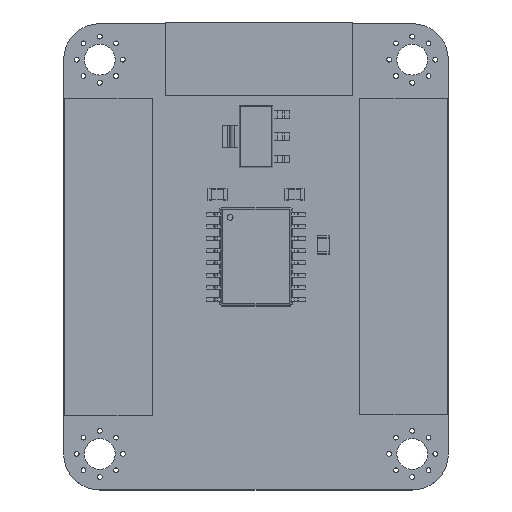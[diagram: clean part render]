
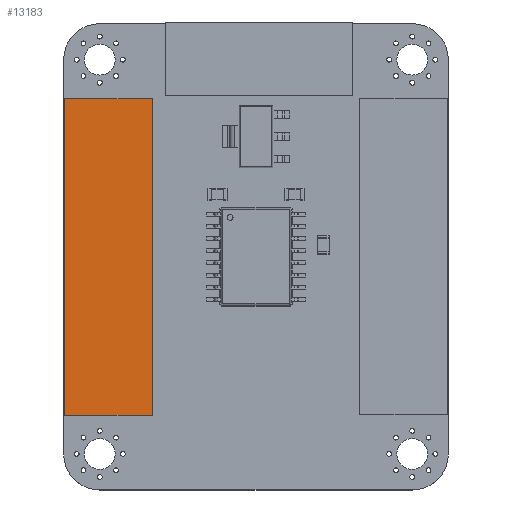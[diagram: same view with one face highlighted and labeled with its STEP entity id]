
A CAD part, top view. The second image highlights one B-rep face of the part: STEP entity #13183.
In plain terms, the highlighted face is planar.
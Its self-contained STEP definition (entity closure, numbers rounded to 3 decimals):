
#11738 = VERTEX_POINT('',#11739);
#11739 = CARTESIAN_POINT('',(16.447,6.858,4.572));
#11745 = EDGE_CURVE('',#11738,#11746,#11748,.T.);
#11746 = VERTEX_POINT('',#11747);
#11747 = CARTESIAN_POINT('',(-16.447,6.858,4.572));
#11748 = LINE('',#11749,#11750);
#11749 = CARTESIAN_POINT('',(16.447,6.858,4.572));
#11750 = VECTOR('',#11751,1.);
#11751 = DIRECTION('',(-1.,0.,0.));
#12802 = EDGE_CURVE('',#11746,#12803,#12805,.T.);
#12803 = VERTEX_POINT('',#12804);
#12804 = CARTESIAN_POINT('',(-16.447,6.858,-4.572));
#12805 = LINE('',#12806,#12807);
#12806 = CARTESIAN_POINT('',(-16.447,6.858,4.572));
#12807 = VECTOR('',#12808,1.);
#12808 = DIRECTION('',(0.,0.,-1.));
#13165 = VERTEX_POINT('',#13166);
#13166 = CARTESIAN_POINT('',(16.447,6.858,-4.572));
#13172 = EDGE_CURVE('',#11738,#13165,#13173,.T.);
#13173 = LINE('',#13174,#13175);
#13174 = CARTESIAN_POINT('',(16.447,6.858,4.572));
#13175 = VECTOR('',#13176,1.);
#13176 = DIRECTION('',(0.,0.,-1.));
#13183 = ADVANCED_FACE('',(#13184),#13195,.T.);
#13184 = FACE_BOUND('',#13185,.T.);
#13185 = EDGE_LOOP('',(#13186,#13187,#13193,#13194));
#13186 = ORIENTED_EDGE('',*,*,#13172,.T.);
#13187 = ORIENTED_EDGE('',*,*,#13188,.T.);
#13188 = EDGE_CURVE('',#13165,#12803,#13189,.T.);
#13189 = LINE('',#13190,#13191);
#13190 = CARTESIAN_POINT('',(16.447,6.858,-4.572));
#13191 = VECTOR('',#13192,1.);
#13192 = DIRECTION('',(-1.,0.,0.));
#13193 = ORIENTED_EDGE('',*,*,#12802,.F.);
#13194 = ORIENTED_EDGE('',*,*,#11745,.F.);
#13195 = PLANE('',#13196);
#13196 = AXIS2_PLACEMENT_3D('',#13197,#13198,#13199);
#13197 = CARTESIAN_POINT('',(16.447,6.858,4.572));
#13198 = DIRECTION('',(-0.,1.,0.));
#13199 = DIRECTION('',(1.,0.,0.));
